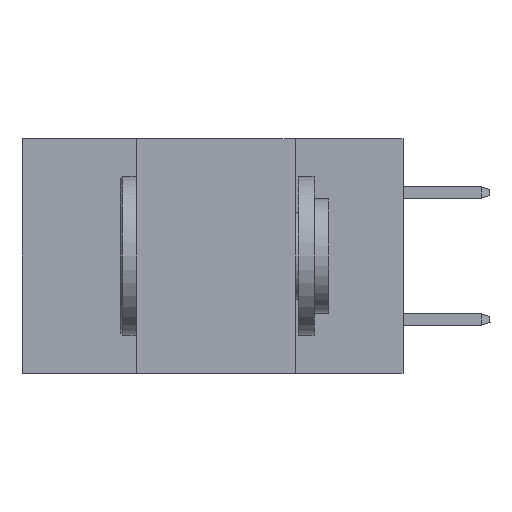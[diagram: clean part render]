
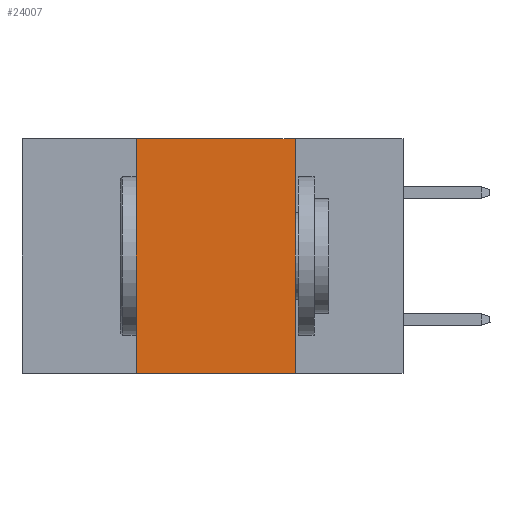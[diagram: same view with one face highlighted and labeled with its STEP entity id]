
A CAD part, left-side view. The second image highlights one B-rep face of the part: STEP entity #24007.
In plain terms, the highlighted planar face has unit normal (-1, 0, 0).
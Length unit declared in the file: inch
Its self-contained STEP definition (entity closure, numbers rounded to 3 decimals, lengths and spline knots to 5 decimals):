
#46 = CARTESIAN_POINT ( 'NONE',  ( 0., 0.6, -0.37 ) ) ;
#757 = ORIENTED_EDGE ( 'NONE', *, *, #758, .F. ) ;
#758 = EDGE_CURVE ( 'NONE', #21167, #15056, #8001, .T. ) ;
#1656 = EDGE_LOOP ( 'NONE', ( #15770, #757, #23246, #2053 ) ) ;
#1726 = CARTESIAN_POINT ( 'NONE',  ( 0., 0.42, -0.37 ) ) ;
#2053 = ORIENTED_EDGE ( 'NONE', *, *, #10248, .T. ) ;
#3689 = DIRECTION ( 'NONE',  ( 0., 0., 1. ) ) ;
#4895 = AXIS2_PLACEMENT_3D ( 'NONE', #4950, #12714, #20209 ) ;
#4950 = CARTESIAN_POINT ( 'NONE',  ( 0., 0.6, 0. ) ) ;
#5015 = DIRECTION ( 'NONE',  ( 0., 0., -1. ) ) ;
#5203 = CARTESIAN_POINT ( 'NONE',  ( 0., 0.42, 0. ) ) ;
#5625 = VECTOR ( 'NONE', #15833, 39.37008 ) ;
#5862 = VECTOR ( 'NONE', #20806, 39.37008 ) ;
#6630 = LINE ( 'NONE', #23904, #7245 ) ;
#7245 = VECTOR ( 'NONE', #5015, 39.37008 ) ;
#8001 = LINE ( 'NONE', #11192, #5862 ) ;
#8187 = LINE ( 'NONE', #46, #5625 ) ;
#10248 = EDGE_CURVE ( 'NONE', #17113, #11217, #8187, .T. ) ;
#10784 = EDGE_CURVE ( 'NONE', #15056, #11217, #6630, .T. ) ;
#11192 = CARTESIAN_POINT ( 'NONE',  ( 0., 0.6, 0. ) ) ;
#11217 = VERTEX_POINT ( 'NONE', #16587 ) ;
#11654 = CARTESIAN_POINT ( 'NONE',  ( 0., 0.42, 0. ) ) ;
#11789 = EDGE_CURVE ( 'NONE', #17113, #21167, #18958, .T. ) ;
#12714 = DIRECTION ( 'NONE',  ( 1., 0., 0. ) ) ;
#14354 = FACE_OUTER_BOUND ( 'NONE', #1656, .T. ) ;
#15056 = VERTEX_POINT ( 'NONE', #18097 ) ;
#15770 = ORIENTED_EDGE ( 'NONE', *, *, #10784, .F. ) ;
#15833 = DIRECTION ( 'NONE',  ( 0., -1., 0. ) ) ;
#16587 = CARTESIAN_POINT ( 'NONE',  ( 0., 0.17, -0.37 ) ) ;
#17113 = VERTEX_POINT ( 'NONE', #1726 ) ;
#17701 = VECTOR ( 'NONE', #3689, 39.37008 ) ;
#18097 = CARTESIAN_POINT ( 'NONE',  ( 0., 0.17, 0. ) ) ;
#18958 = LINE ( 'NONE', #5203, #17701 ) ;
#20209 = DIRECTION ( 'NONE',  ( 0., 0., -1. ) ) ;
#20806 = DIRECTION ( 'NONE',  ( 0., -1., 0. ) ) ;
#21167 = VERTEX_POINT ( 'NONE', #11654 ) ;
#23246 = ORIENTED_EDGE ( 'NONE', *, *, #11789, .F. ) ;
#23904 = CARTESIAN_POINT ( 'NONE',  ( 0., 0.17, 0. ) ) ;
#24007 = ADVANCED_FACE ( 'NONE', ( #14354 ), #24184, .F. ) ;
#24184 = PLANE ( 'NONE',  #4895 ) ;
